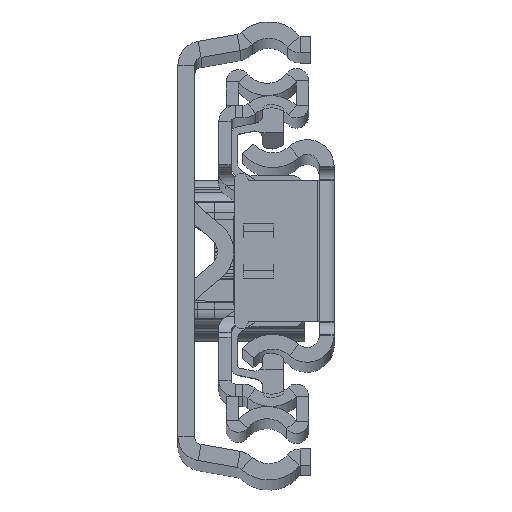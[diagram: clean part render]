
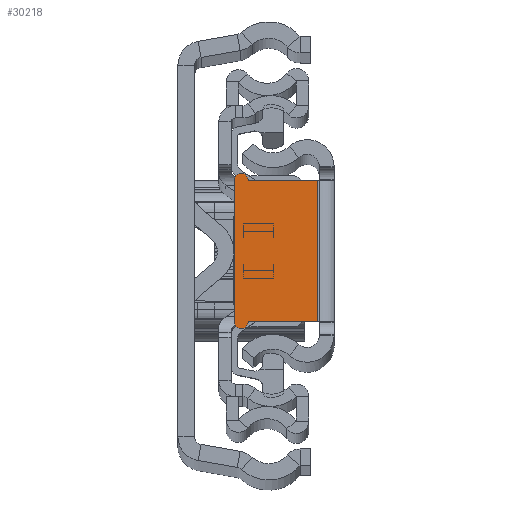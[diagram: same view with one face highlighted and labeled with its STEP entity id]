
A CAD part, top view. The second image highlights one B-rep face of the part: STEP entity #30218.
In plain terms, the highlighted planar face has unit normal (0, 0, 1).
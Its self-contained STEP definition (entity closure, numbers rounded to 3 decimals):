
#1164 = CARTESIAN_POINT ( 'NONE',  ( -2., 0., 0. ) ) ;
#3613 = CARTESIAN_POINT ( 'NONE',  ( -12.2, 8.65, 0. ) ) ;
#3857 = VERTEX_POINT ( 'NONE', #25404 ) ;
#4101 = ORIENTED_EDGE ( 'NONE', *, *, #13098, .F. ) ;
#4462 = LINE ( 'NONE', #1164, #32184 ) ;
#4608 = ORIENTED_EDGE ( 'NONE', *, *, #40127, .T. ) ;
#4754 = LINE ( 'NONE', #19128, #39327 ) ;
#5881 = EDGE_CURVE ( 'NONE', #43076, #22103, #42298, .T. ) ;
#6885 = ORIENTED_EDGE ( 'NONE', *, *, #32395, .T. ) ;
#10461 = EDGE_CURVE ( 'NONE', #43076, #40099, #4754, .T. ) ;
#10671 = VERTEX_POINT ( 'NONE', #11086 ) ;
#11086 = CARTESIAN_POINT ( 'NONE',  ( -10.5, -8.65, 0. ) ) ;
#11791 = DIRECTION ( 'NONE',  ( 0., 1., 0. ) ) ;
#11803 = CIRCLE ( 'NONE', #14791, 0.85 ) ;
#12192 = CARTESIAN_POINT ( 'NONE',  ( -12.2, -8.65, 0. ) ) ;
#13098 = EDGE_CURVE ( 'NONE', #45908, #10671, #23490, .T. ) ;
#13706 = CARTESIAN_POINT ( 'NONE',  ( -2., 8.65, 0. ) ) ;
#14703 = ORIENTED_EDGE ( 'NONE', *, *, #22555, .F. ) ;
#14791 = AXIS2_PLACEMENT_3D ( 'NONE', #32113, #39418, #21492 ) ;
#18335 = ORIENTED_EDGE ( 'NONE', *, *, #5881, .T. ) ;
#19128 = CARTESIAN_POINT ( 'NONE',  ( -1.8, 8.65, 0. ) ) ;
#19580 = DIRECTION ( 'NONE',  ( 1., 0., 0. ) ) ;
#21492 = DIRECTION ( 'NONE',  ( -1., 0., 0. ) ) ;
#22103 = VERTEX_POINT ( 'NONE', #3613 ) ;
#22555 = EDGE_CURVE ( 'NONE', #3857, #22103, #39381, .T. ) ;
#22607 = ORIENTED_EDGE ( 'NONE', *, *, #10461, .F. ) ;
#23490 = LINE ( 'NONE', #12192, #27018 ) ;
#25404 = CARTESIAN_POINT ( 'NONE',  ( -12.2, -8.65, 0. ) ) ;
#25640 = CARTESIAN_POINT ( 'NONE',  ( -2., -8.65, 0. ) ) ;
#26315 = EDGE_LOOP ( 'NONE', ( #14703, #6885, #4101, #4608, #22607, #18335 ) ) ;
#26319 = DIRECTION ( 'NONE',  ( -1., 0., 0. ) ) ;
#27018 = VECTOR ( 'NONE', #26319, 1000. ) ;
#27976 = VECTOR ( 'NONE', #46448, 1000. ) ;
#29069 = PLANE ( 'NONE',  #32869 ) ;
#29330 = CARTESIAN_POINT ( 'NONE',  ( -11.35, 8.65, 0. ) ) ;
#29761 = DIRECTION ( 'NONE',  ( 0., 0., 1. ) ) ;
#29796 = DIRECTION ( 'NONE',  ( 1., 0., 0. ) ) ;
#30218 = ADVANCED_FACE ( 'NONE', ( #36593 ), #29069, .T. ) ;
#32113 = CARTESIAN_POINT ( 'NONE',  ( -11.35, -8.65, 0. ) ) ;
#32184 = VECTOR ( 'NONE', #11791, 1000. ) ;
#32371 = CARTESIAN_POINT ( 'NONE',  ( 0., 0., 0. ) ) ;
#32395 = EDGE_CURVE ( 'NONE', #3857, #10671, #11803, .T. ) ;
#32686 = CARTESIAN_POINT ( 'NONE',  ( -10.5, 8.65, 0. ) ) ;
#32869 = AXIS2_PLACEMENT_3D ( 'NONE', #32371, #29761, #40589 ) ;
#35831 = CARTESIAN_POINT ( 'NONE',  ( -12.2, 8.65, 0. ) ) ;
#36258 = AXIS2_PLACEMENT_3D ( 'NONE', #29330, #43943, #29796 ) ;
#36593 = FACE_OUTER_BOUND ( 'NONE', #26315, .T. ) ;
#39327 = VECTOR ( 'NONE', #19580, 1000. ) ;
#39381 = LINE ( 'NONE', #35831, #27976 ) ;
#39418 = DIRECTION ( 'NONE',  ( 0., 0., 1. ) ) ;
#40099 = VERTEX_POINT ( 'NONE', #13706 ) ;
#40127 = EDGE_CURVE ( 'NONE', #45908, #40099, #4462, .T. ) ;
#40589 = DIRECTION ( 'NONE',  ( 1., 0., 0. ) ) ;
#42298 = CIRCLE ( 'NONE', #36258, 0.85 ) ;
#43076 = VERTEX_POINT ( 'NONE', #32686 ) ;
#43943 = DIRECTION ( 'NONE',  ( 0., 0., 1. ) ) ;
#45908 = VERTEX_POINT ( 'NONE', #25640 ) ;
#46448 = DIRECTION ( 'NONE',  ( 0., 1., 0. ) ) ;
